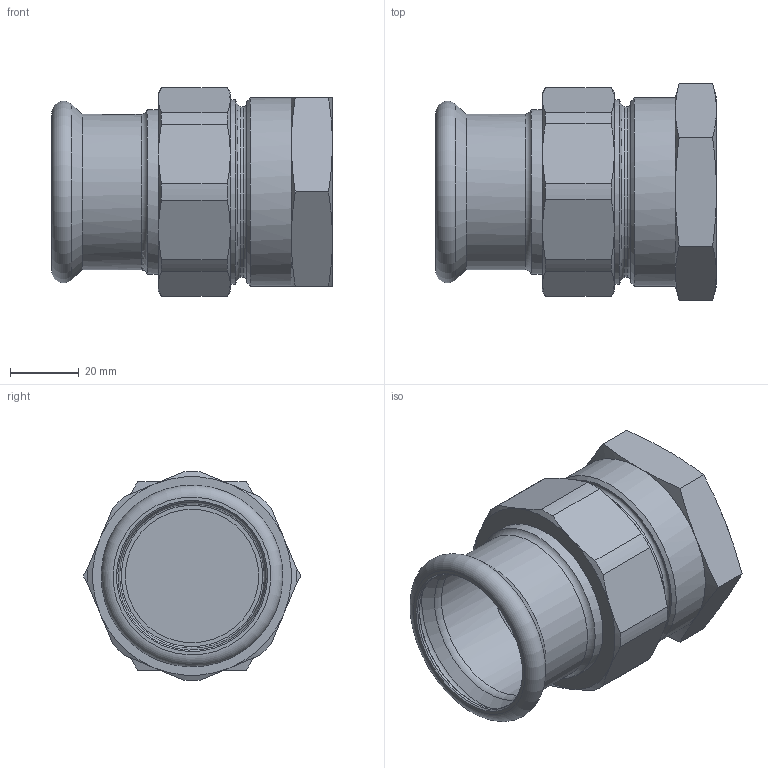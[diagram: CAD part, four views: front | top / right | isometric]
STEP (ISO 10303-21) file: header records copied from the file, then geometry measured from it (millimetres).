
FILE_DESCRIPTION(/* description */ (''),/* implementation_level */ '2;1');
FILE_NAME(/* name */ '45408.stp',/* time_stamp */ '2023-09-08T11:38:01+02:00',/* author */ ('JANAN'),/* organization */ (''),/* preprocessor_version */ 'ST-DEVELOPER v19.2',/* originating_system */ 'Autodesk Inventor 2023',/* authorisation */ '');
FILE_SCHEMA (('AUTOMOTIVE_DESIGN { 1 0 10303 214 3 1 1 }'));
Length unit declared in the file: millimetre
Products named in the file (1): tmpCED3.tmp
Bounding box: 82 x 63.51 x 60.98 mm (x, y, z)
Volume: 102224.1 mm3; surface area: 34333.3 mm2
Topology: 2 solids, 2 shells, 90 faces, 195 edges, 116 vertices
Faces by surface type: cone 37, plane 25, cylinder 19, torus 9
Full cylindrical faces by diameter (mm): 39 x2, 42.3 x1, 43.3 x1, 44.845 x1, 45.4 x1, 48 x1, 49 x1, 49.8 x1, 53.746 x1, 55 x1
Entity records: 3263 total; most frequent: CARTESIAN_POINT 1213, DIRECTION 418, ORIENTED_EDGE 390, EDGE_CURVE 195, AXIS2_PLACEMENT_3D 188, VERTEX_POINT 116, EDGE_LOOP 99, CIRCLE 97
